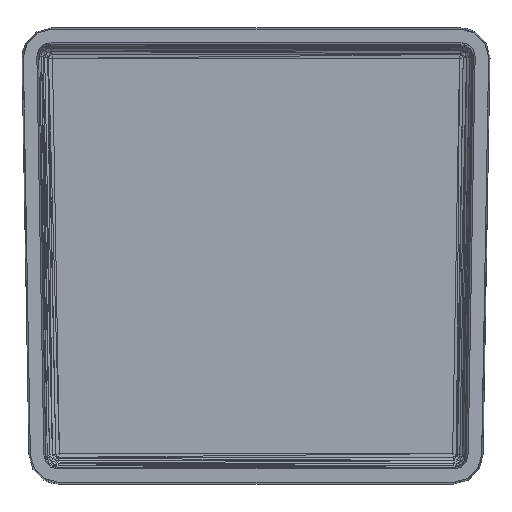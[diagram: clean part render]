
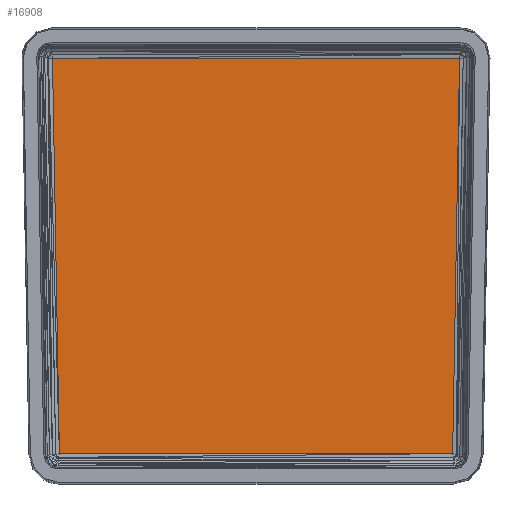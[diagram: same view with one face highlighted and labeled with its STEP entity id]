
A CAD part, top view. The second image highlights one B-rep face of the part: STEP entity #16908.
In plain terms, the highlighted planar face has unit normal (0, 0, 1).
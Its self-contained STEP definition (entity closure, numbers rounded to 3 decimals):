
#11833 = VERTEX_POINT('',#11834);
#11834 = CARTESIAN_POINT('',(27.906,-27.919,
    -127.635));
#11874 = PLANE('',#11875);
#11875 = AXIS2_PLACEMENT_3D('',#11876,#11877,#11878);
#11876 = CARTESIAN_POINT('',(-0.158,-28.054,
    -127.617));
#11877 = DIRECTION('',(0.,0.135,0.991)
  );
#11878 = DIRECTION('',(0.,0.991,-0.135));
#11890 = EDGE_CURVE('',#11833,#11891,#11893,.T.);
#11891 = VERTEX_POINT('',#11892);
#11892 = CARTESIAN_POINT('',(-27.906,-27.919,
    -127.635));
#11893 = SURFACE_CURVE('',#11894,(#11898,#11905),.PCURVE_S1.);
#11894 = LINE('',#11895,#11896);
#11895 = CARTESIAN_POINT('',(27.906,-27.919,
    -127.635));
#11896 = VECTOR('',#11897,1.);
#11897 = DIRECTION('',(-1.,0.,0.));
#11898 = PCURVE('',#11874,#11899);
#11899 = DEFINITIONAL_REPRESENTATION('',(#11900),#11904);
#11900 = LINE('',#11901,#11902);
#11901 = CARTESIAN_POINT('',(0.136,-28.064));
#11902 = VECTOR('',#11903,1.);
#11903 = DIRECTION('',(0.,1.));
#11904 = ( GEOMETRIC_REPRESENTATION_CONTEXT(2) 
PARAMETRIC_REPRESENTATION_CONTEXT() REPRESENTATION_CONTEXT('2D SPACE',''
  ) );
#11905 = PCURVE('',#11906,#11911);
#11906 = PLANE('',#11907);
#11907 = AXIS2_PLACEMENT_3D('',#11908,#11909,#11910);
#11908 = CARTESIAN_POINT('',(0.,0.363,
    -127.635));
#11909 = DIRECTION('',(0.,0.,1.));
#11910 = DIRECTION('',(1.,0.,0.));
#11911 = DEFINITIONAL_REPRESENTATION('',(#11912),#11916);
#11912 = LINE('',#11913,#11914);
#11913 = CARTESIAN_POINT('',(27.906,-28.282));
#11914 = VECTOR('',#11915,1.);
#11915 = DIRECTION('',(-1.,0.));
#11916 = ( GEOMETRIC_REPRESENTATION_CONTEXT(2) 
PARAMETRIC_REPRESENTATION_CONTEXT() REPRESENTATION_CONTEXT('2D SPACE',''
  ) );
#12047 = PLANE('',#12048);
#12048 = AXIS2_PLACEMENT_3D('',#12049,#12050,#12051);
#12049 = CARTESIAN_POINT('',(-28.543,0.287,
    -127.614));
#12050 = DIRECTION('',(0.144,0.003,0.99)
  );
#12051 = DIRECTION('',(0.99,0.,-0.144));
#12089 = EDGE_CURVE('',#12090,#11891,#12092,.T.);
#12090 = VERTEX_POINT('',#12091);
#12091 = CARTESIAN_POINT('',(-28.885,28.158,
    -127.635));
#12092 = SURFACE_CURVE('',#12093,(#12097,#12104),.PCURVE_S1.);
#12093 = LINE('',#12094,#12095);
#12094 = CARTESIAN_POINT('',(-28.885,28.158,
    -127.635));
#12095 = VECTOR('',#12096,1.);
#12096 = DIRECTION('',(0.017,-1.,0.));
#12097 = PCURVE('',#12047,#12098);
#12098 = DEFINITIONAL_REPRESENTATION('',(#12099),#12103);
#12099 = LINE('',#12100,#12101);
#12100 = CARTESIAN_POINT('',(-0.336,27.872));
#12101 = VECTOR('',#12102,1.);
#12102 = DIRECTION('',(0.017,-1.));
#12103 = ( GEOMETRIC_REPRESENTATION_CONTEXT(2) 
PARAMETRIC_REPRESENTATION_CONTEXT() REPRESENTATION_CONTEXT('2D SPACE',''
  ) );
#12104 = PCURVE('',#11906,#12105);
#12105 = DEFINITIONAL_REPRESENTATION('',(#12106),#12110);
#12106 = LINE('',#12107,#12108);
#12107 = CARTESIAN_POINT('',(-28.885,27.795));
#12108 = VECTOR('',#12109,1.);
#12109 = DIRECTION('',(0.017,-1.));
#12110 = ( GEOMETRIC_REPRESENTATION_CONTEXT(2) 
PARAMETRIC_REPRESENTATION_CONTEXT() REPRESENTATION_CONTEXT('2D SPACE',''
  ) );
#12179 = PLANE('',#12180);
#12180 = AXIS2_PLACEMENT_3D('',#12181,#12182,#12183);
#12181 = CARTESIAN_POINT('',(28.528,-0.041,
    -127.617));
#12182 = DIRECTION('',(-0.135,0.002,0.991
    ));
#12183 = DIRECTION('',(0.991,0.,0.135));
#12197 = VERTEX_POINT('',#12198);
#12198 = CARTESIAN_POINT('',(28.885,28.158,
    -127.635));
#12224 = EDGE_CURVE('',#11833,#12197,#12225,.T.);
#12225 = SURFACE_CURVE('',#12226,(#12230,#12237),.PCURVE_S1.);
#12226 = LINE('',#12227,#12228);
#12227 = CARTESIAN_POINT('',(27.906,-27.919,
    -127.635));
#12228 = VECTOR('',#12229,1.);
#12229 = DIRECTION('',(0.017,1.,0.));
#12230 = PCURVE('',#12179,#12231);
#12231 = DEFINITIONAL_REPRESENTATION('',(#12232),#12236);
#12232 = LINE('',#12233,#12234);
#12233 = CARTESIAN_POINT('',(-0.619,-27.878));
#12234 = VECTOR('',#12235,1.);
#12235 = DIRECTION('',(0.017,1.));
#12236 = ( GEOMETRIC_REPRESENTATION_CONTEXT(2) 
PARAMETRIC_REPRESENTATION_CONTEXT() REPRESENTATION_CONTEXT('2D SPACE',''
  ) );
#12237 = PCURVE('',#11906,#12238);
#12238 = DEFINITIONAL_REPRESENTATION('',(#12239),#12243);
#12239 = LINE('',#12240,#12241);
#12240 = CARTESIAN_POINT('',(27.906,-28.282));
#12241 = VECTOR('',#12242,1.);
#12242 = DIRECTION('',(0.017,1.));
#12243 = ( GEOMETRIC_REPRESENTATION_CONTEXT(2) 
PARAMETRIC_REPRESENTATION_CONTEXT() REPRESENTATION_CONTEXT('2D SPACE',''
  ) );
#14186 = PLANE('',#14187);
#14187 = AXIS2_PLACEMENT_3D('',#14188,#14189,#14190);
#14188 = CARTESIAN_POINT('',(0.17,28.302,
    -127.614));
#14189 = DIRECTION('',(0.,-0.144,
    0.99));
#14190 = DIRECTION('',(0.,0.99,0.144));
#14228 = EDGE_CURVE('',#12197,#12090,#14229,.T.);
#14229 = SURFACE_CURVE('',#14230,(#14234,#14241),.PCURVE_S1.);
#14230 = LINE('',#14231,#14232);
#14231 = CARTESIAN_POINT('',(28.885,28.158,
    -127.635));
#14232 = VECTOR('',#14233,1.);
#14233 = DIRECTION('',(-1.,0.,0.));
#14234 = PCURVE('',#14186,#14235);
#14235 = DEFINITIONAL_REPRESENTATION('',(#14236),#14240);
#14236 = LINE('',#14237,#14238);
#14237 = CARTESIAN_POINT('',(-0.146,-28.715));
#14238 = VECTOR('',#14239,1.);
#14239 = DIRECTION('',(0.,1.));
#14240 = ( GEOMETRIC_REPRESENTATION_CONTEXT(2) 
PARAMETRIC_REPRESENTATION_CONTEXT() REPRESENTATION_CONTEXT('2D SPACE',''
  ) );
#14241 = PCURVE('',#11906,#14242);
#14242 = DEFINITIONAL_REPRESENTATION('',(#14243),#14247);
#14243 = LINE('',#14244,#14245);
#14244 = CARTESIAN_POINT('',(28.885,27.795));
#14245 = VECTOR('',#14246,1.);
#14246 = DIRECTION('',(-1.,0.));
#14247 = ( GEOMETRIC_REPRESENTATION_CONTEXT(2) 
PARAMETRIC_REPRESENTATION_CONTEXT() REPRESENTATION_CONTEXT('2D SPACE',''
  ) );
#16908 = ADVANCED_FACE('',(#16909),#11906,.T.);
#16909 = FACE_BOUND('',#16910,.T.);
#16910 = EDGE_LOOP('',(#16911,#16912,#16913,#16914));
#16911 = ORIENTED_EDGE('',*,*,#12089,.T.);
#16912 = ORIENTED_EDGE('',*,*,#11890,.F.);
#16913 = ORIENTED_EDGE('',*,*,#12224,.T.);
#16914 = ORIENTED_EDGE('',*,*,#14228,.T.);
